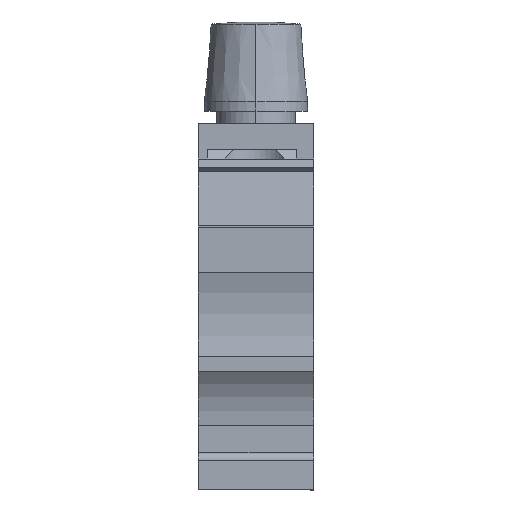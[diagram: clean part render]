
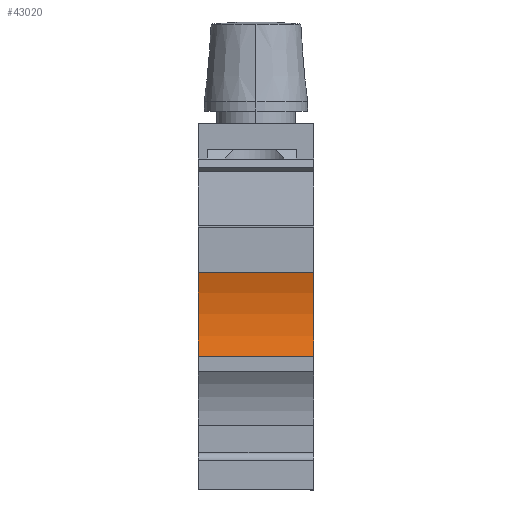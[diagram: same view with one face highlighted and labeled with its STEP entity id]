
A CAD part, front view. The second image highlights one B-rep face of the part: STEP entity #43020.
In plain terms, the highlighted cylindrical face has radius 15 mm (diameter 30 mm), a partial arc.
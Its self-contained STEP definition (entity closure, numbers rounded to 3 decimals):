
#4740=CARTESIAN_POINT('',(-4.15,1.05,
23.2));
#4750=VERTEX_POINT('',#4740);
#4780=CARTESIAN_POINT('',(-4.15,-13.259,
18.7));
#4790=DIRECTION('',(1.,0.,0.));
#4800=DIRECTION('',(0.,1.,0.));
#4810=AXIS2_PLACEMENT_3D('',#4780,#4790,#4800);
#4820=CIRCLE('',#4810,15.);
#4830=CARTESIAN_POINT('',(-4.15,1.05,
14.2));
#4840=VERTEX_POINT('',#4830);
#4850=EDGE_CURVE('',#4840,#4750,#4820,.T.);
#6930=CARTESIAN_POINT('',(8.15,1.05,
14.2));
#6940=VERTEX_POINT('',#6930);
#6970=CARTESIAN_POINT('',(8.15,-13.259,
18.7));
#6980=DIRECTION('',(1.,0.,0.));
#6990=DIRECTION('',(0.,1.,0.));
#7000=AXIS2_PLACEMENT_3D('',#6970,#6980,#6990);
#7010=CIRCLE('',#7000,15.);
#7020=CARTESIAN_POINT('',(8.15,1.05,
23.2));
#7030=VERTEX_POINT('',#7020);
#7040=EDGE_CURVE('',#6940,#7030,#7010,.T.);
#42440=CARTESIAN_POINT('',(-4.15,1.05,
14.2));
#42450=DIRECTION('',(1.,0.,0.));
#42460=VECTOR('',#42450,1.);
#42470=LINE('',#42440,#42460);
#42480=EDGE_CURVE('',#4840,#6940,#42470,.T.);
#42860=CARTESIAN_POINT('',(-4.15,-13.259,
18.7));
#42870=DIRECTION('',(1.,0.,0.));
#42880=DIRECTION('',(0.,1.,0.));
#42890=AXIS2_PLACEMENT_3D('',#42860,#42870,#42880);
#42900=CYLINDRICAL_SURFACE('',#42890,15.);
#42910=ORIENTED_EDGE('',*,*,#42480,.T.);
#42920=ORIENTED_EDGE('',*,*,#4850,.F.);
#42930=CARTESIAN_POINT('',(-4.15,1.05,
23.2));
#42940=DIRECTION('',(1.,0.,0.));
#42950=VECTOR('',#42940,1.);
#42960=LINE('',#42930,#42950);
#42970=EDGE_CURVE('',#4750,#7030,#42960,.T.);
#42980=ORIENTED_EDGE('',*,*,#42970,.F.);
#42990=ORIENTED_EDGE('',*,*,#7040,.T.);
#43000=EDGE_LOOP('',(#42990,#42980,#42920,#42910));
#43010=FACE_OUTER_BOUND('',#43000,.T.);
#43020=ADVANCED_FACE('',(#43010),#42900,.F.);
